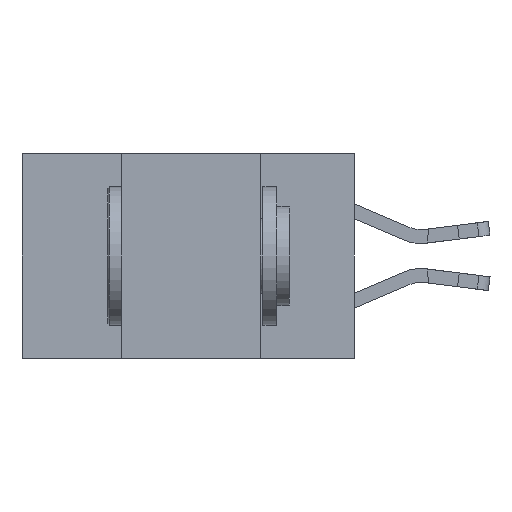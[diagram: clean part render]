
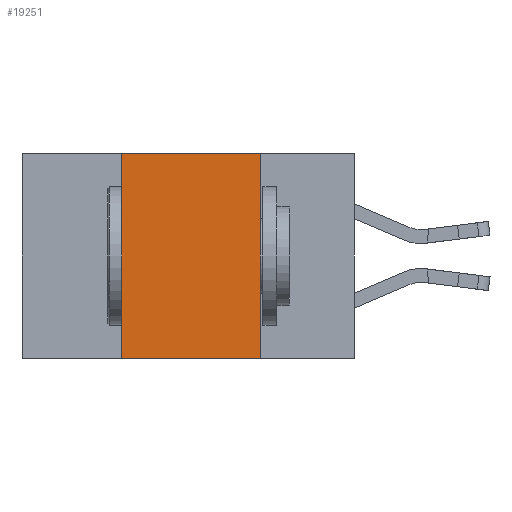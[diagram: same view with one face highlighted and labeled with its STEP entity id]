
A CAD part, left-side view. The second image highlights one B-rep face of the part: STEP entity #19251.
In plain terms, the highlighted planar face has unit normal (-1, 0, 0).
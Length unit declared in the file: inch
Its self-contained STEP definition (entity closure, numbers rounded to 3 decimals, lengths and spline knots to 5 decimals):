
#143 = ORIENTED_EDGE ( 'NONE', *, *, #12148, .F. ) ;
#258 = CARTESIAN_POINT ( 'NONE',  ( 0., 0.6, 0. ) ) ;
#1142 = VERTEX_POINT ( 'NONE', #8558 ) ;
#1579 = EDGE_CURVE ( 'NONE', #1142, #22127, #22254, .T. ) ;
#1816 = ORIENTED_EDGE ( 'NONE', *, *, #22659, .T. ) ;
#2874 = VECTOR ( 'NONE', #6154, 39.37008 ) ;
#3068 = FACE_OUTER_BOUND ( 'NONE', #6381, .T. ) ;
#3386 = DIRECTION ( 'NONE',  ( 0., 0., -1. ) ) ;
#6154 = DIRECTION ( 'NONE',  ( 0., -1., 0. ) ) ;
#6322 = AXIS2_PLACEMENT_3D ( 'NONE', #19360, #7364, #23392 ) ;
#6381 = EDGE_LOOP ( 'NONE', ( #10752, #143, #21068, #1816 ) ) ;
#7364 = DIRECTION ( 'NONE',  ( 1., 0., 0. ) ) ;
#8558 = CARTESIAN_POINT ( 'NONE',  ( 0., 0.17, 0. ) ) ;
#9403 = LINE ( 'NONE', #10872, #11599 ) ;
#9813 = CARTESIAN_POINT ( 'NONE',  ( 0., 0.42, -0.37 ) ) ;
#10752 = ORIENTED_EDGE ( 'NONE', *, *, #1579, .F. ) ;
#10872 = CARTESIAN_POINT ( 'NONE',  ( 0., 0.6, -0.37 ) ) ;
#10903 = VECTOR ( 'NONE', #15683, 39.37008 ) ;
#11599 = VECTOR ( 'NONE', #18674, 39.37008 ) ;
#12148 = EDGE_CURVE ( 'NONE', #17957, #1142, #21673, .T. ) ;
#12843 = VECTOR ( 'NONE', #3386, 39.37008 ) ;
#15558 = EDGE_CURVE ( 'NONE', #17839, #17957, #25006, .T. ) ;
#15683 = DIRECTION ( 'NONE',  ( 0., 0., 1. ) ) ;
#17043 = CARTESIAN_POINT ( 'NONE',  ( 0., 0.17, -0.37 ) ) ;
#17839 = VERTEX_POINT ( 'NONE', #9813 ) ;
#17957 = VERTEX_POINT ( 'NONE', #22163 ) ;
#18674 = DIRECTION ( 'NONE',  ( 0., -1., 0. ) ) ;
#18941 = CARTESIAN_POINT ( 'NONE',  ( 0., 0.42, 0. ) ) ;
#19251 = ADVANCED_FACE ( 'NONE', ( #3068 ), #21738, .F. ) ;
#19360 = CARTESIAN_POINT ( 'NONE',  ( 0., 0.6, 0. ) ) ;
#19528 = CARTESIAN_POINT ( 'NONE',  ( 0., 0.17, 0. ) ) ;
#21068 = ORIENTED_EDGE ( 'NONE', *, *, #15558, .F. ) ;
#21673 = LINE ( 'NONE', #258, #2874 ) ;
#21738 = PLANE ( 'NONE',  #6322 ) ;
#22127 = VERTEX_POINT ( 'NONE', #17043 ) ;
#22163 = CARTESIAN_POINT ( 'NONE',  ( 0., 0.42, 0. ) ) ;
#22254 = LINE ( 'NONE', #19528, #12843 ) ;
#22659 = EDGE_CURVE ( 'NONE', #17839, #22127, #9403, .T. ) ;
#23392 = DIRECTION ( 'NONE',  ( 0., 0., -1. ) ) ;
#25006 = LINE ( 'NONE', #18941, #10903 ) ;
